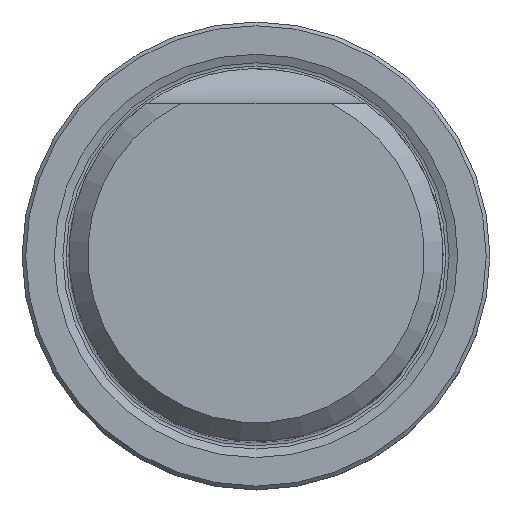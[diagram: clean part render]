
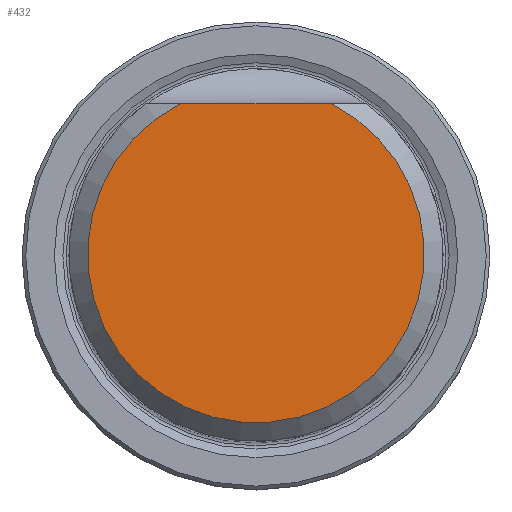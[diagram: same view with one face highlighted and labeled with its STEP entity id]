
A CAD part, top view. The second image highlights one B-rep face of the part: STEP entity #432.
In plain terms, the highlighted planar face has unit normal (0, 0, 1).
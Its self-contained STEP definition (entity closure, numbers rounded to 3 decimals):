
#228=PLANE('',#4492);
#432=ADVANCED_FACE('CU_SU_1',(#725),#228,.F.);
#725=FACE_OUTER_BOUND('',#956,.T.);
#956=EDGE_LOOP('',(#2118,#2119));
#1227=CIRCLE('',#4491,8.997);
#1349=LINE('',#6453,#1567);
#1567=VECTOR('',#5064,1.);
#2118=ORIENTED_EDGE('',*,*,#3711,.F.);
#2119=ORIENTED_EDGE('',*,*,#3712,.F.);
#3288=VERTEX_POINT('',#6451);
#3289=VERTEX_POINT('',#6452);
#3711=EDGE_CURVE('',#3288,#3289,#1227,.T.);
#3712=EDGE_CURVE('',#3289,#3288,#1349,.T.);
#4491=AXIS2_PLACEMENT_3D('',#6450,#5062,#5063);
#4492=AXIS2_PLACEMENT_3D('',#6454,#5065,#5066);
#5062=DIRECTION('',(0.,0.,-1.));
#5063=DIRECTION('',(0.,-1.,0.));
#5064=DIRECTION('',(1.,0.,0.));
#5065=DIRECTION('',(0.,0.,-1.));
#5066=DIRECTION('',(0.,-1.,0.));
#6450=CARTESIAN_POINT('',(0.,0.,50.));
#6451=CARTESIAN_POINT('',(4.011,8.053,50.));
#6452=CARTESIAN_POINT('',(-4.011,8.053,50.));
#6453=CARTESIAN_POINT('',(-9.997,8.053,50.));
#6454=CARTESIAN_POINT('',(0.,0.,50.));
